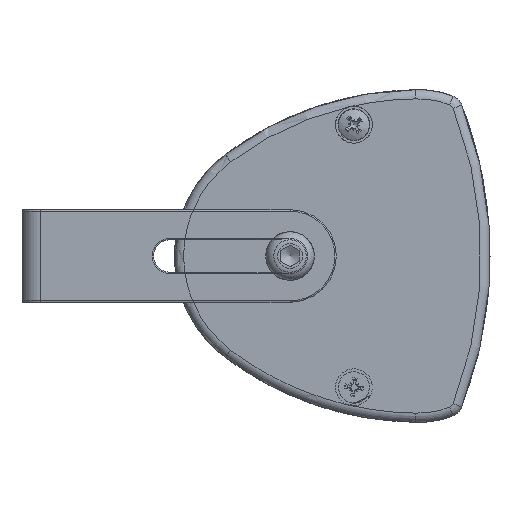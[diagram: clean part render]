
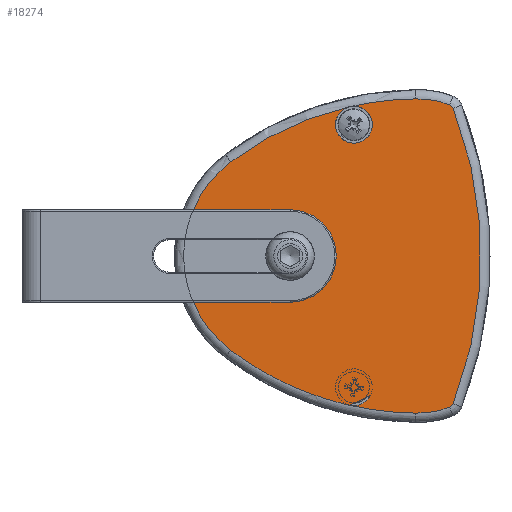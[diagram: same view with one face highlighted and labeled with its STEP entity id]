
A CAD part, front view. The second image highlights one B-rep face of the part: STEP entity #18274.
In plain terms, the highlighted planar face has unit normal (0, -1, 0).
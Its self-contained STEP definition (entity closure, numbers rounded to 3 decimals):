
#2315=FACE_OUTER_BOUND('',#3349,.T.);
#3349=EDGE_LOOP('',(#14810,#14811,#14812,#14813,#14814,#14815,#14816,#14817,
#14818,#14819,#14820,#14821,#14822,#14823,#14824,#14825,#14826,#14827));
#4262=CIRCLE('',#19820,9.7);
#4294=CIRCLE('',#19884,25.5);
#4295=CIRCLE('',#19885,68.);
#4296=CIRCLE('',#19886,4.);
#4297=CIRCLE('',#19887,4.);
#4298=CIRCLE('',#19888,68.);
#4299=CIRCLE('',#19889,18.);
#4300=CIRCLE('',#19890,1.4);
#4301=CIRCLE('',#19891,87.7);
#4302=CIRCLE('',#19892,1.4);
#4303=CIRCLE('',#19893,18.);
#4304=CIRCLE('',#19894,68.);
#4305=CIRCLE('',#19895,4.);
#4306=CIRCLE('',#19896,4.);
#4307=CIRCLE('',#19897,68.);
#4308=CIRCLE('',#19898,25.5);
#5193=LINE('',#38411,#6136);
#5198=LINE('',#38440,#6141);
#6136=VECTOR('',#23589,10.);
#6141=VECTOR('',#23626,10.);
#7748=VERTEX_POINT('',#38400);
#7749=VERTEX_POINT('',#38402);
#7752=VERTEX_POINT('',#38409);
#7760=VERTEX_POINT('',#38439);
#7783=VERTEX_POINT('',#38534);
#7784=VERTEX_POINT('',#38536);
#7785=VERTEX_POINT('',#38538);
#7786=VERTEX_POINT('',#38541);
#7787=VERTEX_POINT('',#38543);
#7788=VERTEX_POINT('',#38545);
#7789=VERTEX_POINT('',#38547);
#7790=VERTEX_POINT('',#38549);
#7791=VERTEX_POINT('',#38551);
#7792=VERTEX_POINT('',#38553);
#7793=VERTEX_POINT('',#38555);
#7794=VERTEX_POINT('',#38558);
#10143=EDGE_CURVE('',#7749,#7748,#4262,.T.);
#10146=EDGE_CURVE('',#7752,#7749,#5193,.T.);
#10161=EDGE_CURVE('',#7760,#7748,#5198,.T.);
#10208=EDGE_CURVE('',#7752,#7783,#4294,.T.);
#10209=EDGE_CURVE('',#7783,#7784,#4295,.T.);
#10210=EDGE_CURVE('',#7785,#7784,#4296,.T.);
#10211=EDGE_CURVE('',#7784,#7785,#4297,.T.);
#10212=EDGE_CURVE('',#7784,#7786,#4298,.T.);
#10213=EDGE_CURVE('',#7786,#7787,#4299,.T.);
#10214=EDGE_CURVE('',#7787,#7788,#4300,.T.);
#10215=EDGE_CURVE('',#7788,#7789,#4301,.T.);
#10216=EDGE_CURVE('',#7789,#7790,#4302,.T.);
#10217=EDGE_CURVE('',#7790,#7791,#4303,.T.);
#10218=EDGE_CURVE('',#7791,#7792,#4304,.T.);
#10219=EDGE_CURVE('',#7793,#7792,#4305,.T.);
#10220=EDGE_CURVE('',#7792,#7793,#4306,.T.);
#10221=EDGE_CURVE('',#7792,#7794,#4307,.T.);
#10222=EDGE_CURVE('',#7794,#7760,#4308,.T.);
#14810=ORIENTED_EDGE('',*,*,#10161,.T.);
#14811=ORIENTED_EDGE('',*,*,#10143,.F.);
#14812=ORIENTED_EDGE('',*,*,#10146,.F.);
#14813=ORIENTED_EDGE('',*,*,#10208,.T.);
#14814=ORIENTED_EDGE('',*,*,#10209,.T.);
#14815=ORIENTED_EDGE('',*,*,#10210,.F.);
#14816=ORIENTED_EDGE('',*,*,#10211,.F.);
#14817=ORIENTED_EDGE('',*,*,#10212,.T.);
#14818=ORIENTED_EDGE('',*,*,#10213,.T.);
#14819=ORIENTED_EDGE('',*,*,#10214,.T.);
#14820=ORIENTED_EDGE('',*,*,#10215,.T.);
#14821=ORIENTED_EDGE('',*,*,#10216,.T.);
#14822=ORIENTED_EDGE('',*,*,#10217,.T.);
#14823=ORIENTED_EDGE('',*,*,#10218,.T.);
#14824=ORIENTED_EDGE('',*,*,#10219,.F.);
#14825=ORIENTED_EDGE('',*,*,#10220,.F.);
#14826=ORIENTED_EDGE('',*,*,#10221,.T.);
#14827=ORIENTED_EDGE('',*,*,#10222,.T.);
#16425=PLANE('',#19883);
#18274=ADVANCED_FACE('',(#2315),#16425,.T.);
#19820=AXIS2_PLACEMENT_3D('',#38404,#23582,#23583);
#19883=AXIS2_PLACEMENT_3D('',#38533,#23741,#23742);
#19884=AXIS2_PLACEMENT_3D('',#38535,#23743,#23744);
#19885=AXIS2_PLACEMENT_3D('',#38537,#23745,#23746);
#19886=AXIS2_PLACEMENT_3D('',#38539,#23747,#23748);
#19887=AXIS2_PLACEMENT_3D('',#38540,#23749,#23750);
#19888=AXIS2_PLACEMENT_3D('',#38542,#23751,#23752);
#19889=AXIS2_PLACEMENT_3D('',#38544,#23753,#23754);
#19890=AXIS2_PLACEMENT_3D('',#38546,#23755,#23756);
#19891=AXIS2_PLACEMENT_3D('',#38548,#23757,#23758);
#19892=AXIS2_PLACEMENT_3D('',#38550,#23759,#23760);
#19893=AXIS2_PLACEMENT_3D('',#38552,#23761,#23762);
#19894=AXIS2_PLACEMENT_3D('',#38554,#23763,#23764);
#19895=AXIS2_PLACEMENT_3D('',#38556,#23765,#23766);
#19896=AXIS2_PLACEMENT_3D('',#38557,#23767,#23768);
#19897=AXIS2_PLACEMENT_3D('',#38559,#23769,#23770);
#19898=AXIS2_PLACEMENT_3D('',#38560,#23771,#23772);
#23582=DIRECTION('center_axis',(0.,-1.,0.));
#23583=DIRECTION('ref_axis',(0.,0.,1.));
#23589=DIRECTION('',(1.,0.,0.));
#23626=DIRECTION('',(1.,0.,0.));
#23741=DIRECTION('center_axis',(0.,-1.,0.));
#23742=DIRECTION('ref_axis',(1.,0.,0.));
#23743=DIRECTION('center_axis',(0.,-1.,0.));
#23744=DIRECTION('ref_axis',(-0.6,0.,0.8));
#23745=DIRECTION('center_axis',(0.,-1.,0.));
#23746=DIRECTION('ref_axis',(-0.6,0.,-0.8));
#23747=DIRECTION('center_axis',(0.,-1.,0.));
#23748=DIRECTION('ref_axis',(-1.,0.,0.));
#23749=DIRECTION('center_axis',(0.,-1.,0.));
#23750=DIRECTION('ref_axis',(-1.,0.,0.));
#23751=DIRECTION('center_axis',(0.,-1.,0.));
#23752=DIRECTION('ref_axis',(-0.222,0.,-0.975));
#23753=DIRECTION('center_axis',(0.,-1.,0.));
#23754=DIRECTION('ref_axis',(-0.035,0.,-0.999));
#23755=DIRECTION('center_axis',(0.,-1.,0.));
#23756=DIRECTION('ref_axis',(0.371,0.,-0.928));
#23757=DIRECTION('center_axis',(0.,-1.,0.));
#23758=DIRECTION('ref_axis',(0.931,0.,-0.364));
#23759=DIRECTION('center_axis',(0.,-1.,0.));
#23760=DIRECTION('ref_axis',(0.931,0.,0.364));
#23761=DIRECTION('center_axis',(0.,-1.,0.));
#23762=DIRECTION('ref_axis',(0.371,0.,0.928));
#23763=DIRECTION('center_axis',(0.,-1.,0.));
#23764=DIRECTION('ref_axis',(-0.012,0.,1.));
#23765=DIRECTION('center_axis',(0.,-1.,0.));
#23766=DIRECTION('ref_axis',(-0.222,0.,0.975));
#23767=DIRECTION('center_axis',(0.,-1.,0.));
#23768=DIRECTION('ref_axis',(-0.222,0.,0.975));
#23769=DIRECTION('center_axis',(0.,-1.,0.));
#23770=DIRECTION('ref_axis',(-0.222,0.,0.975));
#23771=DIRECTION('center_axis',(0.,-1.,0.));
#23772=DIRECTION('ref_axis',(-0.6,0.,0.8));
#38400=CARTESIAN_POINT('',(-5.468,-398.,6.996));
#38402=CARTESIAN_POINT('',(-5.468,-398.,-12.404));
#38404=CARTESIAN_POINT('Origin',(-5.468,-398.,-2.704));
#38409=CARTESIAN_POINT('',(-26.551,-398.,-12.404));
#38411=CARTESIAN_POINT('',(-46.218,-398.,-12.404));
#38439=CARTESIAN_POINT('',(-26.551,-398.,6.996));
#38440=CARTESIAN_POINT('',(-46.218,-398.,6.996));
#38533=CARTESIAN_POINT('Origin',(0.,-398.,-5.408));
#38534=CARTESIAN_POINT('',(-18.268,-398.,-23.104));
#38535=CARTESIAN_POINT('Origin',(-2.968,-398.,-2.704));
#38536=CARTESIAN_POINT('',(7.46,-398.,-35.013));
#38537=CARTESIAN_POINT('Origin',(22.532,-398.,31.296));
#38538=CARTESIAN_POINT('',(12.347,-398.,-31.112));
#38539=CARTESIAN_POINT('Origin',(8.347,-398.,-31.112));
#38540=CARTESIAN_POINT('Origin',(8.347,-398.,-31.112));
#38541=CARTESIAN_POINT('',(21.743,-398.,-36.699));
#38542=CARTESIAN_POINT('Origin',(22.532,-398.,31.296));
#38543=CARTESIAN_POINT('',(29.05,-398.,-35.423));
#38544=CARTESIAN_POINT('Origin',(22.366,-398.,-18.71));
#38545=CARTESIAN_POINT('',(29.834,-398.,-34.633));
#38546=CARTESIAN_POINT('Origin',(28.53,-398.,-34.123));
#38547=CARTESIAN_POINT('',(29.834,-398.,29.225));
#38548=CARTESIAN_POINT('Origin',(-51.847,-398.,-2.704));
#38549=CARTESIAN_POINT('',(29.05,-398.,30.015));
#38550=CARTESIAN_POINT('Origin',(28.53,-398.,28.715));
#38551=CARTESIAN_POINT('',(21.743,-398.,31.291));
#38552=CARTESIAN_POINT('Origin',(22.366,-398.,13.302));
#38553=CARTESIAN_POINT('',(7.461,-398.,29.605));
#38554=CARTESIAN_POINT('Origin',(22.532,-398.,-36.704));
#38555=CARTESIAN_POINT('',(12.347,-398.,25.704));
#38556=CARTESIAN_POINT('Origin',(8.347,-398.,25.704));
#38557=CARTESIAN_POINT('Origin',(8.347,-398.,25.704));
#38558=CARTESIAN_POINT('',(-18.268,-398.,17.696));
#38559=CARTESIAN_POINT('Origin',(22.532,-398.,-36.704));
#38560=CARTESIAN_POINT('Origin',(-2.968,-398.,-2.704));
